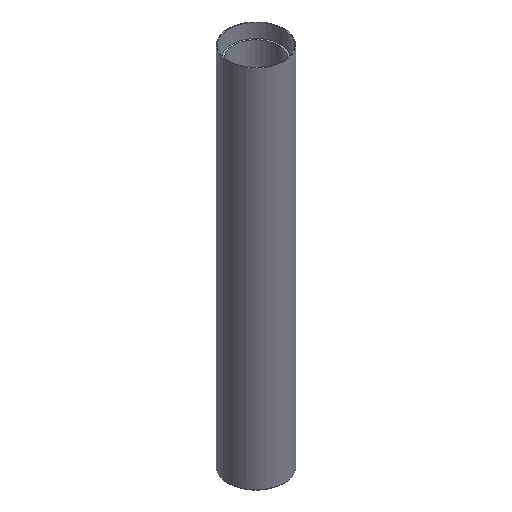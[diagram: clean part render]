
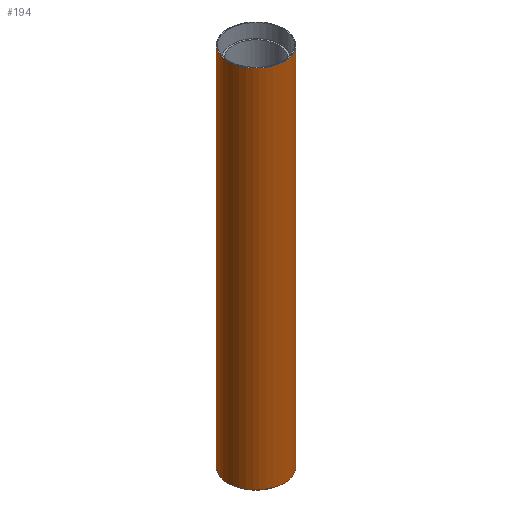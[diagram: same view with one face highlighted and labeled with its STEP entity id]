
A CAD part, isometric view. The second image highlights one B-rep face of the part: STEP entity #194.
In plain terms, the highlighted cylindrical face has radius 57.087 mm (diameter 114.173 mm), a full revolution.
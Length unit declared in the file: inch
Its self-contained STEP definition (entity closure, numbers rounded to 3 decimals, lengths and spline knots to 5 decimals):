
#32=FACE_OUTER_BOUND('',#46,.T.);
#46=EDGE_LOOP('',(#141,#142,#143,#144));
#66=LINE('',#334,#74);
#74=VECTOR('',#266,2.2475);
#83=CIRCLE('',#227,2.2475);
#84=CIRCLE('',#228,2.2475);
#99=VERTEX_POINT('',#331);
#100=VERTEX_POINT('',#333);
#116=EDGE_CURVE('',#99,#99,#83,.T.);
#117=EDGE_CURVE('',#99,#100,#66,.T.);
#118=EDGE_CURVE('',#100,#100,#84,.T.);
#141=ORIENTED_EDGE('',*,*,#116,.F.);
#142=ORIENTED_EDGE('',*,*,#117,.T.);
#143=ORIENTED_EDGE('',*,*,#118,.F.);
#144=ORIENTED_EDGE('',*,*,#117,.F.);
#186=CYLINDRICAL_SURFACE('',#226,2.2475);
#194=ADVANCED_FACE('',(#32),#186,.T.);
#226=AXIS2_PLACEMENT_3D('',#330,#262,#263);
#227=AXIS2_PLACEMENT_3D('',#332,#264,#265);
#228=AXIS2_PLACEMENT_3D('',#335,#267,#268);
#262=DIRECTION('center_axis',(0.,0.,-1.));
#263=DIRECTION('ref_axis',(-1.,0.,0.));
#264=DIRECTION('center_axis',(0.,0.,-1.));
#265=DIRECTION('ref_axis',(-1.,0.,0.));
#266=DIRECTION('',(0.,0.,1.));
#267=DIRECTION('center_axis',(0.,0.,1.));
#268=DIRECTION('ref_axis',(-1.,0.,0.));
#330=CARTESIAN_POINT('Origin',(0.,0.,-41.17406));
#331=CARTESIAN_POINT('',(2.2475,0.,-70.26406));
#332=CARTESIAN_POINT('Origin',(0.,0.,-70.26406));
#333=CARTESIAN_POINT('',(2.2475,0.,-41.17406));
#334=CARTESIAN_POINT('',(2.2475,0.,-41.17406));
#335=CARTESIAN_POINT('Origin',(0.,0.,-41.17406));
